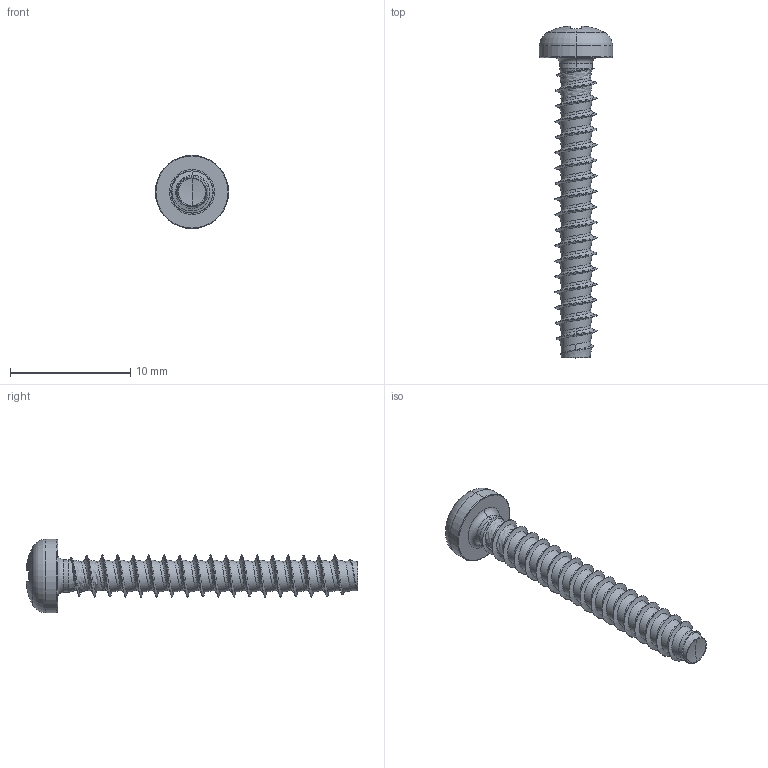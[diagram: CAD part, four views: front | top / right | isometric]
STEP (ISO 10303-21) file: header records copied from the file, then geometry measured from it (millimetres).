
FILE_DESCRIPTION (( 'STEP AP203' ), '1' );
FILE_NAME ('STP220350250.STEP', '2017-08-15T02:57:49', ( '' ), ( '' ), 'SwSTEP 2.0', 'SolidWorks 2015', '' );
FILE_SCHEMA (( 'CONFIG_CONTROL_DESIGN' ));
Length unit declared in the file: millimetre
Products named in the file (1): STP220350250
Bounding box: 6.1 x 27.63 x 6.1 mm (x, y, z)
Volume: 195.6 mm3; surface area: 421.2 mm2
Topology: 1 solids, 1 shells, 214 faces, 527 edges, 315 vertices
Faces by surface type: cylinder 64, bspline 55, torus 36, plane 30, sphere 20, cone 9
Entity records: 35381 total; most frequent: CARTESIAN_POINT 30863, ORIENTED_EDGE 1050, DIRECTION 809, EDGE_CURVE 525, AXIS2_PLACEMENT_3D 350, VERTEX_POINT 315, EDGE_LOOP 216, ADVANCED_FACE 214
